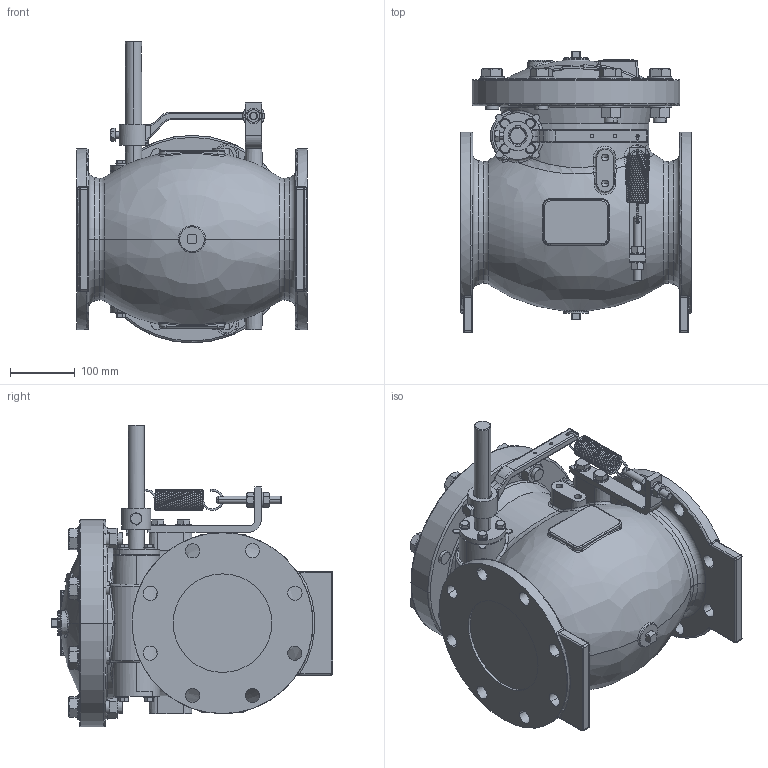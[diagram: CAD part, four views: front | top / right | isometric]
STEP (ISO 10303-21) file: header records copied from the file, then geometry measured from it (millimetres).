
FILE_DESCRIPTION((''),'2;1');
FILE_NAME('7806LS_SW0001','2023-10-25T13:19:49',('jlesh'),(''),'CREO PARAMETRIC BY PTC INC, 2023072','CREO PARAMETRIC BY PTC INC, 2023072','');
FILE_SCHEMA(('AUTOMOTIVE_DESIGN { 1 0 10303 214 1 1 1 1 }'));
Products named in the file (1): 7806LS_SW0001
Bounding box: 356 x 434.16 x 465.5 mm (x, y, z)
Volume: 24489227.1 mm3; surface area: 862808.2 mm2
Topology: 2 solids, 3 shells, 1270 faces, 3032 edges, 1822 vertices
Faces by surface type: plane 449, cylinder 306, cone 231, bspline 178, torus 98, sphere 8
Entity records: 73034 total; most frequent: CARTESIAN_POINT 40054, ORIENTED_EDGE 6036, DIRECTION 5679, EDGE_CURVE 3018, AXIS2_PLACEMENT_3D 2351, VERTEX_POINT 1822, EDGE_LOOP 1402, COLOUR_RGB 1331
